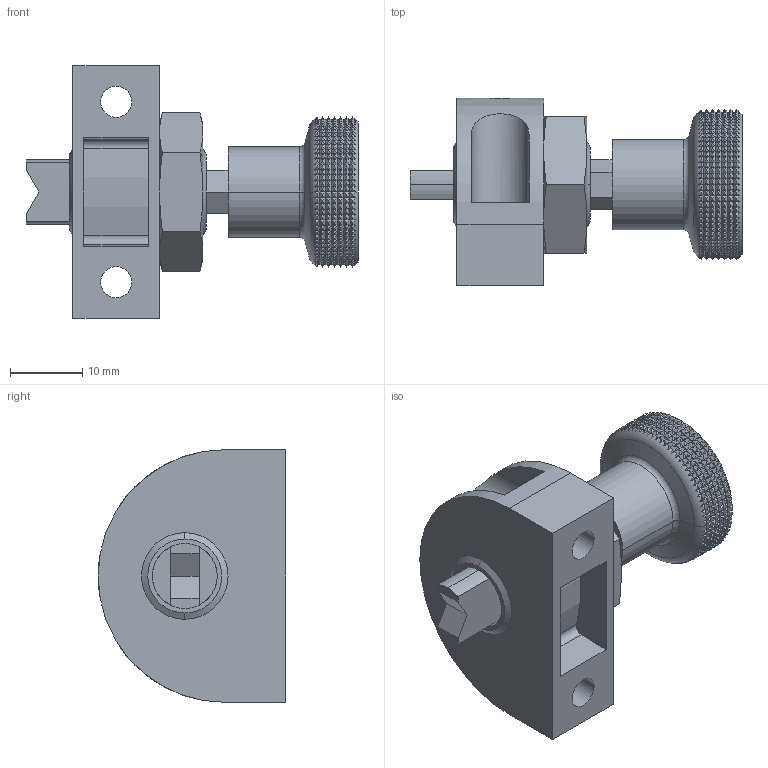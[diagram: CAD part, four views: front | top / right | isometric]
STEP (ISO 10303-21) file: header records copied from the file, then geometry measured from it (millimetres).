
FILE_DESCRIPTION(('STEP AP214'),'1');
FILE_NAME(' ',' ',('TraceParts'),('TraceParts S.A.'),'XStep 1.0',' ',' ');
FILE_SCHEMA(('automotive_design'));
Length unit declared in the file: millimetre
Products named in the file (6): EH 23230_0570|22110.0412|Kopie von EH_22110_0412_Grubscrew^22110.0412;Schnitt-Linear austragen1; EH 23230_0570|22110.0412|Kopie von EH_22110_0412_Mounting_Block_1^22110.0412;Schnitt-Linear austragen2; EH 23230_0570|23230.0170;Schnitt-Linear austragen3; EH 23230_0570|22120.0116;Schnitt-Linear austragen1; EH 23230_0570|22720.20046;Schnitt-Rotation1; EH 23230_0570|24520.0002_24520.0022;Schnitt-Rotation1
Bounding box: 46 x 26 x 35 mm (x, y, z)
Volume: 12965.3 mm3; surface area: 8499.6 mm2
Topology: 6 solids, 6 shells, 1310 faces, 3763 edges, 2468 vertices
Faces by surface type: plane 1180, cone 84, cylinder 40, torus 4, sphere 2
Entity records: 86750 total; most frequent: CARTESIAN_POINT 14603, STYLED_ITEM 7541, PRESENTATION_STYLE_ASSIGNMENT 7541, COLOUR_RGB 7541, ORIENTED_EDGE 7514, DIRECTION 4825, EDGE_CURVE 3757, CURVE_STYLE 3757
